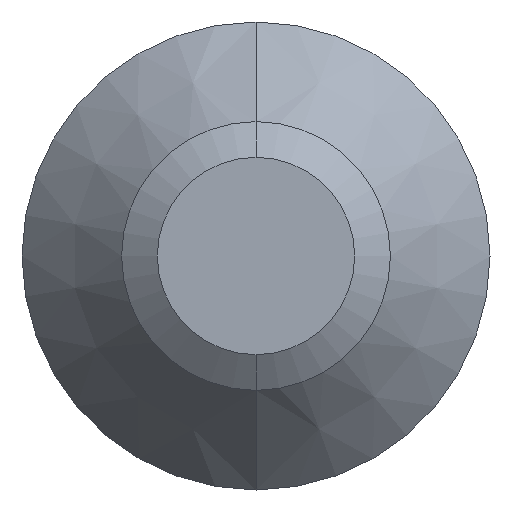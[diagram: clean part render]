
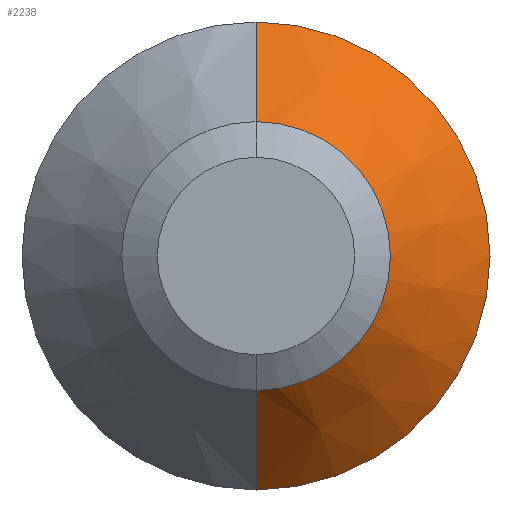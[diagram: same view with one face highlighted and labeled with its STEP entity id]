
A CAD part, front view. The second image highlights one B-rep face of the part: STEP entity #2238.
In plain terms, the highlighted conical face has half-angle 41 degrees and reference radius 1.422 mm.
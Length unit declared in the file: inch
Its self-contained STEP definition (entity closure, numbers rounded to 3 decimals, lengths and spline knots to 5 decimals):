
#39 = CARTESIAN_POINT ( 'NONE',  ( -0.6, 0.47049, 1.0175 ) ) ;
#52 = CARTESIAN_POINT ( 'NONE',  ( -0.6, 0.42275, 0.864 ) ) ;
#192 = VERTEX_POINT ( 'NONE', #742 ) ;
#249 = VECTOR ( 'NONE', #2946, 39.37008 ) ;
#623 = EDGE_LOOP ( 'NONE', ( #3565, #2756, #3056, #850 ) ) ;
#666 = AXIS2_PLACEMENT_3D ( 'NONE', #1383, #3644, #1723 ) ;
#742 = CARTESIAN_POINT ( 'NONE',  ( -0.6, 0.47049, 0.8225 ) ) ;
#826 = VECTOR ( 'NONE', #3692, 39.37008 ) ;
#850 = ORIENTED_EDGE ( 'NONE', *, *, #3312, .F. ) ;
#936 = CARTESIAN_POINT ( 'NONE',  ( -0.6, 0.42275, 0.976 ) ) ;
#970 = AXIS2_PLACEMENT_3D ( 'NONE', #3448, #1509, #3775 ) ;
#1012 = CARTESIAN_POINT ( 'NONE',  ( -0.6, 0.42275, 0.92 ) ) ;
#1242 = EDGE_CURVE ( 'NONE', #3889, #1591, #2272, .T. ) ;
#1383 = CARTESIAN_POINT ( 'NONE',  ( -0.6, 0.47049, 0.92 ) ) ;
#1424 = CARTESIAN_POINT ( 'NONE',  ( -0.6, 0.42275, 0.976 ) ) ;
#1498 = LINE ( 'NONE', #936, #249 ) ;
#1509 = DIRECTION ( 'NONE',  ( 0., 1., 0. ) ) ;
#1591 = VERTEX_POINT ( 'NONE', #2014 ) ;
#1723 = DIRECTION ( 'NONE',  ( 0., 0., 1. ) ) ;
#1728 = VERTEX_POINT ( 'NONE', #39 ) ;
#1806 = FACE_OUTER_BOUND ( 'NONE', #623, .T. ) ;
#1915 = CONICAL_SURFACE ( 'NONE', #3585, 0.056, 0.716 ) ;
#2014 = CARTESIAN_POINT ( 'NONE',  ( -0.6, 0.42275, 0.864 ) ) ;
#2238 = ADVANCED_FACE ( 'NONE', ( #1806 ), #1915, .T. ) ;
#2272 = CIRCLE ( 'NONE', #970, 0.056 ) ;
#2372 = DIRECTION ( 'NONE',  ( 0., 0., 1. ) ) ;
#2607 = CIRCLE ( 'NONE', #666, 0.0975 ) ;
#2756 = ORIENTED_EDGE ( 'NONE', *, *, #3895, .T. ) ;
#2946 = DIRECTION ( 'NONE',  ( 0., 0.755, 0.656 ) ) ;
#3056 = ORIENTED_EDGE ( 'NONE', *, *, #3821, .F. ) ;
#3104 = LINE ( 'NONE', #52, #826 ) ;
#3312 = EDGE_CURVE ( 'NONE', #3889, #1728, #1498, .T. ) ;
#3448 = CARTESIAN_POINT ( 'NONE',  ( -0.6, 0.42275, 0.92 ) ) ;
#3565 = ORIENTED_EDGE ( 'NONE', *, *, #1242, .T. ) ;
#3585 = AXIS2_PLACEMENT_3D ( 'NONE', #1012, #4268, #2372 ) ;
#3644 = DIRECTION ( 'NONE',  ( 0., 1., 0. ) ) ;
#3692 = DIRECTION ( 'NONE',  ( 0., 0.755, -0.656 ) ) ;
#3775 = DIRECTION ( 'NONE',  ( 0., 0., 1. ) ) ;
#3821 = EDGE_CURVE ( 'NONE', #1728, #192, #2607, .T. ) ;
#3889 = VERTEX_POINT ( 'NONE', #1424 ) ;
#3895 = EDGE_CURVE ( 'NONE', #1591, #192, #3104, .T. ) ;
#4268 = DIRECTION ( 'NONE',  ( 0., 1., 0. ) ) ;
